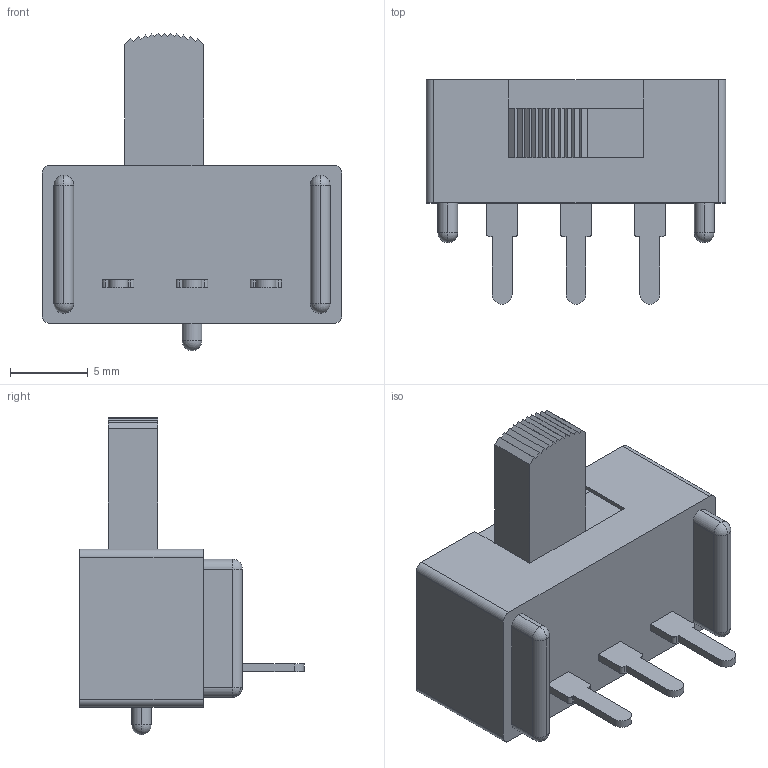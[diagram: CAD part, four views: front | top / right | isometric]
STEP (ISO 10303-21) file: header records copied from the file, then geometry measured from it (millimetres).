
FILE_DESCRIPTION (( 'STEP AP214' ), '1' );
FILE_NAME ('L102021ML04Q.STEP', '2021-05-10T10:55:37', ( '' ), ( '' ), 'SwSTEP 2.0', 'SolidWorks 2017', '' );
FILE_SCHEMA (( 'AUTOMOTIVE_DESIGN' ));
Length unit declared in the file: inch
Products named in the file (1): L102021ML04Q
Bounding box: 19.3 x 14.43 x 20.45 mm (x, y, z)
Volume: 1742.4 mm3; surface area: 2371.8 mm2
Topology: 6 solids, 6 shells, 127 faces, 335 edges, 213 vertices
Faces by surface type: plane 82, cylinder 37, sphere 8
Entity records: 3906 total; most frequent: CARTESIAN_POINT 662, DIRECTION 657, ORIENTED_EDGE 646, EDGE_CURVE 323, LINE 245, VECTOR 245, VERTEX_POINT 211, AXIS2_PLACEMENT_3D 206
